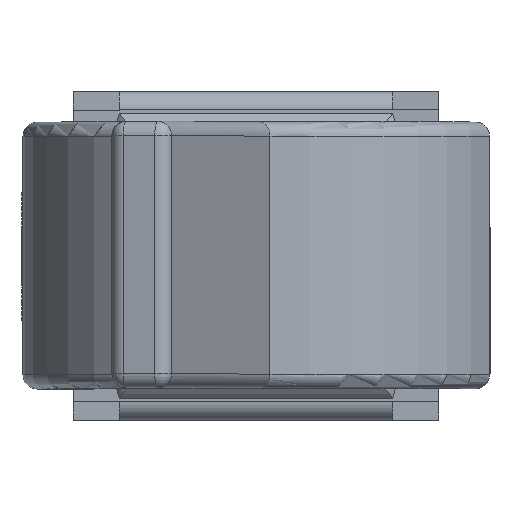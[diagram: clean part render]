
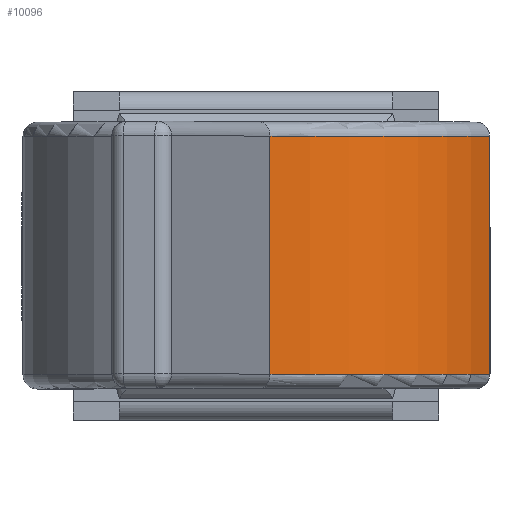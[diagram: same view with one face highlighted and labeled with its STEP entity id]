
A CAD part, top view. The second image highlights one B-rep face of the part: STEP entity #10096.
In plain terms, the highlighted cylindrical face has radius 8.43 mm (diameter 16.86 mm), a partial arc.
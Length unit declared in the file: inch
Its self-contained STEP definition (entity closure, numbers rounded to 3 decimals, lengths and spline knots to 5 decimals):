
#609=FACE_OUTER_BOUND('',#1216,.T.);
#1216=EDGE_LOOP('',(#7032,#7033,#7034,#7035));
#1850=LINE('',#15064,#2959);
#1864=LINE('',#15106,#2973);
#2959=VECTOR('',#11876,0.3937);
#2973=VECTOR('',#11926,0.3937);
#4045=CIRCLE('',#10718,0.33189);
#4047=CIRCLE('',#10729,0.33189);
#4376=VERTEX_POINT('',#14915);
#4379=VERTEX_POINT('',#14920);
#4380=VERTEX_POINT('',#14949);
#4385=VERTEX_POINT('',#14994);
#5334=EDGE_CURVE('',#4379,#4376,#4045,.T.);
#5354=EDGE_CURVE('',#4385,#4380,#4047,.T.);
#5389=EDGE_CURVE('',#4385,#4376,#1850,.T.);
#5409=EDGE_CURVE('',#4380,#4379,#1864,.T.);
#7032=ORIENTED_EDGE('',*,*,#5354,.F.);
#7033=ORIENTED_EDGE('',*,*,#5389,.T.);
#7034=ORIENTED_EDGE('',*,*,#5334,.F.);
#7035=ORIENTED_EDGE('',*,*,#5409,.F.);
#9907=CYLINDRICAL_SURFACE('',#10764,0.33189);
#10096=ADVANCED_FACE('',(#609),#9907,.T.);
#10718=AXIS2_PLACEMENT_3D('',#14935,#11774,#11775);
#10729=AXIS2_PLACEMENT_3D('',#14996,#11812,#11813);
#10764=AXIS2_PLACEMENT_3D('',#15105,#11924,#11925);
#11774=DIRECTION('center_axis',(0.,1.,0.));
#11775=DIRECTION('ref_axis',(0.563,0.,0.826));
#11812=DIRECTION('center_axis',(0.,-1.,0.));
#11813=DIRECTION('ref_axis',(0.563,0.,0.826));
#11876=DIRECTION('',(0.,1.,0.));
#11924=DIRECTION('center_axis',(0.,1.,0.));
#11925=DIRECTION('ref_axis',(0.019,0.,1.));
#11926=DIRECTION('',(0.,1.,0.));
#14915=CARTESIAN_POINT('',(0.31941,0.1628,0.62014));
#14920=CARTESIAN_POINT('',(0.01912,0.1628,0.82496));
#14935=CARTESIAN_POINT('Origin',(0.01278,0.1628,0.49313));
#14949=CARTESIAN_POINT('',(0.01912,-0.1628,0.82496));
#14994=CARTESIAN_POINT('',(0.31941,-0.1628,0.62014));
#14996=CARTESIAN_POINT('Origin',(0.01278,-0.1628,
0.49313));
#15064=CARTESIAN_POINT('',(0.31941,-0.18248,0.62014));
#15105=CARTESIAN_POINT('Origin',(0.01278,-0.18248,0.49313));
#15106=CARTESIAN_POINT('',(0.01912,-0.18248,0.82496));
